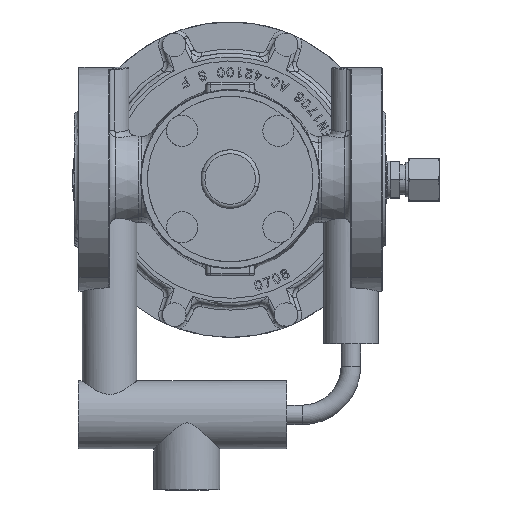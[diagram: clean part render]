
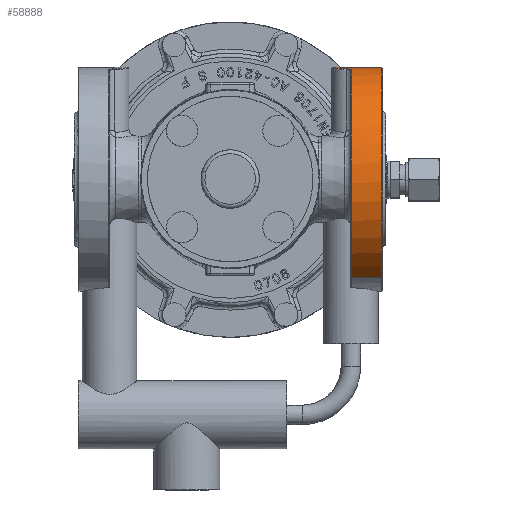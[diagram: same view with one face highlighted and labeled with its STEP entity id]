
A CAD part, top view. The second image highlights one B-rep face of the part: STEP entity #58888.
In plain terms, the highlighted cylindrical face has radius 57.5 mm (diameter 115 mm), a partial arc.
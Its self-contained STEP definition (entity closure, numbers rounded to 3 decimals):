
#32387=CARTESIAN_POINT('Axis2P3D Location',(-80.,0.,0.)) ;
#32396=CARTESIAN_POINT('Vertex',(-17.7,50.461,-27.567)) ;
#32401=CARTESIAN_POINT('Line Origine',(-80.,50.461,-27.567)) ;
#32405=CARTESIAN_POINT('Vertex',(-2.3,50.461,-27.567)) ;
#32419=CARTESIAN_POINT('Vertex',(-2.3,-50.461,27.567)) ;
#32422=CARTESIAN_POINT('Line Origine',(-80.,-50.461,27.567)) ;
#32426=CARTESIAN_POINT('Vertex',(-17.7,-50.461,27.567)) ;
#34575=CARTESIAN_POINT('Axis2P3D Location',(-2.3,0.,0.)) ;
#43464=CARTESIAN_POINT('Vertex',(-17.7,56.076,12.715)) ;
#43468=CARTESIAN_POINT('Control Point',(-17.7,56.076,12.715)) ;
#43469=CARTESIAN_POINT('Control Point',(-17.699,56.099,12.616)) ;
#43470=CARTESIAN_POINT('Control Point',(-17.701,56.121,12.517)) ;
#43471=CARTESIAN_POINT('Control Point',(-17.706,56.143,12.417)) ;
#43472=CARTESIAN_POINT('Control Point',(-17.715,56.165,12.318)) ;
#43473=CARTESIAN_POINT('Control Point',(-17.728,56.187,12.219)) ;
#43474=CARTESIAN_POINT('Vertex',(-17.728,56.187,12.219)) ;
#43478=CARTESIAN_POINT('Control Point',(-17.728,56.187,12.219)) ;
#43479=CARTESIAN_POINT('Control Point',(-17.734,56.198,12.168)) ;
#43480=CARTESIAN_POINT('Control Point',(-17.742,56.209,12.116)) ;
#43481=CARTESIAN_POINT('Control Point',(-17.751,56.22,12.065)) ;
#43482=CARTESIAN_POINT('Control Point',(-17.819,56.295,11.715)) ;
#43483=CARTESIAN_POINT('Control Point',(-17.933,56.365,11.374)) ;
#43484=CARTESIAN_POINT('Control Point',(-18.066,56.42,11.094)) ;
#43485=CARTESIAN_POINT('Control Point',(-18.459,56.542,10.465)) ;
#43486=CARTESIAN_POINT('Control Point',(-19.02,56.632,9.959)) ;
#43487=CARTESIAN_POINT('Control Point',(-19.392,56.672,9.721)) ;
#43488=CARTESIAN_POINT('Control Point',(-19.8,56.702,9.548)) ;
#43489=CARTESIAN_POINT('Control Point',(-20.224,56.719,9.446)) ;
#43490=CARTESIAN_POINT('Vertex',(-20.224,56.719,9.446)) ;
#43573=CARTESIAN_POINT('Control Point',(-27.7,57.5,0.)) ;
#43574=CARTESIAN_POINT('Control Point',(-27.7,57.5,1.017)) ;
#43575=CARTESIAN_POINT('Control Point',(-27.567,57.478,2.034)) ;
#43576=CARTESIAN_POINT('Control Point',(-27.3,57.432,3.027)) ;
#43577=CARTESIAN_POINT('Control Point',(-26.403,57.288,5.185)) ;
#43578=CARTESIAN_POINT('Control Point',(-24.913,57.086,6.993)) ;
#43579=CARTESIAN_POINT('Control Point',(-23.912,56.967,7.858)) ;
#43580=CARTESIAN_POINT('Control Point',(-22.54,56.842,8.688)) ;
#43581=CARTESIAN_POINT('Control Point',(-21.048,56.756,9.219)) ;
#43582=CARTESIAN_POINT('Control Point',(-20.776,56.742,9.305)) ;
#43583=CARTESIAN_POINT('Control Point',(-20.501,56.73,9.38)) ;
#43584=CARTESIAN_POINT('Control Point',(-20.224,56.719,9.446)) ;
#43585=CARTESIAN_POINT('Vertex',(-27.7,57.5,0.)) ;
#43707=CARTESIAN_POINT('Control Point',(-27.7,57.5,0.)) ;
#43708=CARTESIAN_POINT('Control Point',(-27.7,57.5,-0.944)) ;
#43709=CARTESIAN_POINT('Control Point',(-27.585,57.481,-1.888)) ;
#43710=CARTESIAN_POINT('Control Point',(-27.356,57.442,-2.812)) ;
#43711=CARTESIAN_POINT('Control Point',(-26.677,57.332,-4.587)) ;
#43712=CARTESIAN_POINT('Control Point',(-25.596,57.178,-6.144)) ;
#43713=CARTESIAN_POINT('Control Point',(-24.963,57.096,-6.853)) ;
#43714=CARTESIAN_POINT('Control Point',(-23.711,56.952,-7.953)) ;
#43715=CARTESIAN_POINT('Control Point',(-22.259,56.83,-8.762)) ;
#43716=CARTESIAN_POINT('Control Point',(-21.601,56.784,-9.053)) ;
#43717=CARTESIAN_POINT('Control Point',(-20.92,56.746,-9.281)) ;
#43718=CARTESIAN_POINT('Control Point',(-20.224,56.719,-9.446)) ;
#43719=CARTESIAN_POINT('Vertex',(-20.224,56.719,-9.446)) ;
#43907=CARTESIAN_POINT('Control Point',(-20.224,56.719,-9.446)) ;
#43908=CARTESIAN_POINT('Control Point',(-19.871,56.705,-9.531)) ;
#43909=CARTESIAN_POINT('Control Point',(-19.53,56.682,-9.665)) ;
#43910=CARTESIAN_POINT('Control Point',(-19.211,56.652,-9.844)) ;
#43911=CARTESIAN_POINT('Control Point',(-18.632,56.574,-10.285)) ;
#43912=CARTESIAN_POINT('Control Point',(-18.194,56.467,-10.859)) ;
#43913=CARTESIAN_POINT('Control Point',(-18.017,56.406,-11.173)) ;
#43914=CARTESIAN_POINT('Control Point',(-17.856,56.324,-11.576)) ;
#43915=CARTESIAN_POINT('Control Point',(-17.764,56.235,-11.994)) ;
#43916=CARTESIAN_POINT('Control Point',(-17.75,56.219,-12.069)) ;
#43917=CARTESIAN_POINT('Control Point',(-17.737,56.203,-12.144)) ;
#43918=CARTESIAN_POINT('Control Point',(-17.728,56.187,-12.219)) ;
#43919=CARTESIAN_POINT('Vertex',(-17.728,56.187,-12.219)) ;
#43923=CARTESIAN_POINT('Control Point',(-17.728,56.187,-12.219)) ;
#43924=CARTESIAN_POINT('Control Point',(-17.722,56.178,-12.26)) ;
#43925=CARTESIAN_POINT('Control Point',(-17.718,56.169,-12.301)) ;
#43926=CARTESIAN_POINT('Control Point',(-17.714,56.16,-12.342)) ;
#43927=CARTESIAN_POINT('Control Point',(-17.706,56.138,-12.441)) ;
#43928=CARTESIAN_POINT('Control Point',(-17.701,56.116,-12.54)) ;
#43929=CARTESIAN_POINT('Control Point',(-17.7,56.103,-12.599)) ;
#43930=CARTESIAN_POINT('Control Point',(-17.699,56.09,-12.657)) ;
#43931=CARTESIAN_POINT('Control Point',(-17.7,56.076,-12.715)) ;
#43932=CARTESIAN_POINT('Vertex',(-17.7,56.076,-12.715)) ;
#58849=CARTESIAN_POINT('Control Point',(-17.7,55.962,-13.211)) ;
#58850=CARTESIAN_POINT('Control Point',(-17.7,54.781,-18.214)) ;
#58851=CARTESIAN_POINT('Control Point',(-17.7,52.925,-23.056)) ;
#58852=CARTESIAN_POINT('Control Point',(-17.7,50.461,-27.567)) ;
#58853=CARTESIAN_POINT('Vertex',(-17.7,55.962,-13.211)) ;
#58856=CARTESIAN_POINT('Axis2P3D Location',(-17.7,0.,0.)) ;
#58861=CARTESIAN_POINT('Axis2P3D Location',(-17.7,0.,0.)) ;
#58865=CARTESIAN_POINT('Vertex',(-17.7,55.962,13.211)) ;
#58868=CARTESIAN_POINT('Axis2P3D Location',(-17.7,0.,0.)) ;
#32388=DIRECTION('Axis2P3D Direction',(-1.,0.,0.)) ;
#32389=DIRECTION('Axis2P3D XDirection',(0.,0.878,-0.479)) ;
#32402=DIRECTION('Vector Direction',(-1.,0.,0.)) ;
#32423=DIRECTION('Vector Direction',(-1.,0.,0.)) ;
#34576=DIRECTION('Axis2P3D Direction',(-1.,0.,0.)) ;
#58857=DIRECTION('Axis2P3D Direction',(-1.,0.,0.)) ;
#58862=DIRECTION('Axis2P3D Direction',(-1.,0.,0.)) ;
#58869=DIRECTION('Axis2P3D Direction',(-1.,0.,0.)) ;
#32390=AXIS2_PLACEMENT_3D('Cylinder Axis2P3D',#32387,#32388,#32389) ;
#34577=AXIS2_PLACEMENT_3D('Circle Axis2P3D',#34575,#34576,$) ;
#58858=AXIS2_PLACEMENT_3D('Circle Axis2P3D',#58856,#58857,$) ;
#58863=AXIS2_PLACEMENT_3D('Circle Axis2P3D',#58861,#58862,$) ;
#58870=AXIS2_PLACEMENT_3D('Circle Axis2P3D',#58868,#58869,$) ;
#58874=ORIENTED_EDGE('',*,*,#32407,.F.) ;
#58875=ORIENTED_EDGE('',*,*,#58855,.F.) ;
#58876=ORIENTED_EDGE('',*,*,#58860,.F.) ;
#58877=ORIENTED_EDGE('',*,*,#43934,.F.) ;
#58878=ORIENTED_EDGE('',*,*,#43921,.F.) ;
#58879=ORIENTED_EDGE('',*,*,#43721,.F.) ;
#58880=ORIENTED_EDGE('',*,*,#43587,.F.) ;
#58881=ORIENTED_EDGE('',*,*,#43492,.F.) ;
#58882=ORIENTED_EDGE('',*,*,#43476,.F.) ;
#58883=ORIENTED_EDGE('',*,*,#58867,.F.) ;
#58884=ORIENTED_EDGE('',*,*,#58872,.F.) ;
#58885=ORIENTED_EDGE('',*,*,#32428,.T.) ;
#58886=ORIENTED_EDGE('',*,*,#34579,.T.) ;
#32403=VECTOR('Line Direction',#32402,1.) ;
#32424=VECTOR('Line Direction',#32423,1.) ;
#58888=ADVANCED_FACE('NONE',(#58887),#32391,.T.) ;
#43467=B_SPLINE_CURVE_WITH_KNOTS('',5,(#43468,#43469,#43470,#43471,#43472,#43473),.UNSPECIFIED.,.F.,.U.,(6,6),(11.063,11.552),.UNSPECIFIED.) ;
#43477=B_SPLINE_CURVE_WITH_KNOTS('',5,(#43478,#43479,#43480,#43481,#43482,#43483,#43484,#43485,#43486,#43487,#43488,#43489),.UNSPECIFIED.,.F.,.U.,(6,3,3,6),(11.552,11.807,13.294,15.374),.UNSPECIFIED.) ;
#43572=B_SPLINE_CURVE_WITH_KNOTS('',5,(#43573,#43574,#43575,#43576,#43577,#43578,#43579,#43580,#43581,#43582,#43583,#43584),.UNSPECIFIED.,.F.,.U.,(6,3,3,6),(0.,5.186,11.85,13.31),.UNSPECIFIED.) ;
#43706=B_SPLINE_CURVE_WITH_KNOTS('',5,(#43707,#43708,#43709,#43710,#43711,#43712,#43713,#43714,#43715,#43716,#43717,#43718),.UNSPECIFIED.,.F.,.U.,(6,3,3,6),(0.,4.801,9.613,13.276),.UNSPECIFIED.) ;
#43906=B_SPLINE_CURVE_WITH_KNOTS('',5,(#43907,#43908,#43909,#43910,#43911,#43912,#43913,#43914,#43915,#43916,#43917,#43918),.UNSPECIFIED.,.F.,.U.,(6,3,3,6),(11.203,12.93,14.649,15.021),.UNSPECIFIED.) ;
#43922=B_SPLINE_CURVE_WITH_KNOTS('',5,(#43923,#43924,#43925,#43926,#43927,#43928,#43929,#43930,#43931),.UNSPECIFIED.,.F.,.U.,(6,3,6),(15.021,15.222,15.509),.UNSPECIFIED.) ;
#58848=B_SPLINE_CURVE_WITH_KNOTS('',3,(#58849,#58850,#58851,#58852),.UNSPECIFIED.,.F.,.U.,(4,4),(-7.71,7.71),.UNSPECIFIED.) ;
#34578=CIRCLE('generated circle',#34577,57.5) ;
#58859=CIRCLE('generated circle',#58858,57.5) ;
#58864=CIRCLE('generated circle',#58863,57.5) ;
#58871=CIRCLE('generated circle',#58870,57.5) ;
#32391=CYLINDRICAL_SURFACE('generated cylinder',#32390,57.5) ;
#32407=EDGE_CURVE('',#32397,#32406,#32404,.F.) ;
#32428=EDGE_CURVE('',#32427,#32420,#32425,.F.) ;
#34579=EDGE_CURVE('',#32420,#32406,#34578,.T.) ;
#43476=EDGE_CURVE('',#43465,#43475,#43467,.T.) ;
#43492=EDGE_CURVE('',#43475,#43491,#43477,.T.) ;
#43587=EDGE_CURVE('',#43491,#43586,#43572,.F.) ;
#43721=EDGE_CURVE('',#43586,#43720,#43706,.T.) ;
#43921=EDGE_CURVE('',#43720,#43920,#43906,.T.) ;
#43934=EDGE_CURVE('',#43920,#43933,#43922,.T.) ;
#58855=EDGE_CURVE('',#58854,#32397,#58848,.T.) ;
#58860=EDGE_CURVE('',#43933,#58854,#58859,.T.) ;
#58867=EDGE_CURVE('',#58866,#43465,#58864,.T.) ;
#58872=EDGE_CURVE('',#32427,#58866,#58871,.T.) ;
#58873=EDGE_LOOP('',(#58874,#58875,#58876,#58877,#58878,#58879,#58880,#58881,#58882,#58883,#58884,#58885,#58886)) ;
#58887=FACE_OUTER_BOUND('',#58873,.T.) ;
#32404=LINE('Line',#32401,#32403) ;
#32425=LINE('Line',#32422,#32424) ;
#32397=VERTEX_POINT('',#32396) ;
#32406=VERTEX_POINT('',#32405) ;
#32420=VERTEX_POINT('',#32419) ;
#32427=VERTEX_POINT('',#32426) ;
#43465=VERTEX_POINT('',#43464) ;
#43475=VERTEX_POINT('',#43474) ;
#43491=VERTEX_POINT('',#43490) ;
#43586=VERTEX_POINT('',#43585) ;
#43720=VERTEX_POINT('',#43719) ;
#43920=VERTEX_POINT('',#43919) ;
#43933=VERTEX_POINT('',#43932) ;
#58854=VERTEX_POINT('',#58853) ;
#58866=VERTEX_POINT('',#58865) ;
